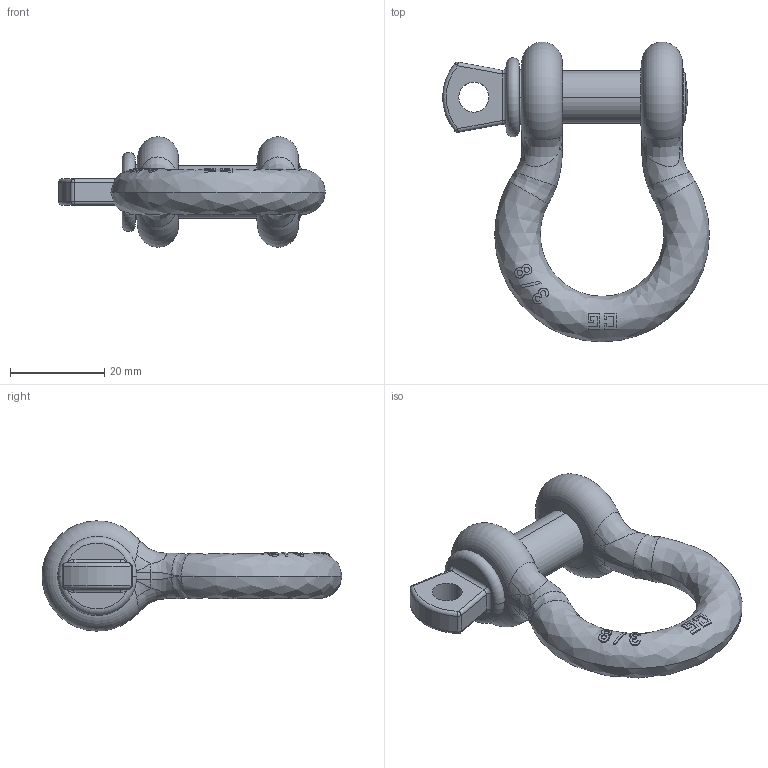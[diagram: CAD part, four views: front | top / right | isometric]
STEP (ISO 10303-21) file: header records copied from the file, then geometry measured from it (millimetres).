
FILE_DESCRIPTION((''),'2;1');
FILE_NAME('CROSBY_209_038','2003-11-18T',('adoughty'),('The Crosby Group, Inc.'),'PRO/ENGINEER BY PARAMETRIC TECHNOLOGY CORPORATION, 2001150','PRO/ENGINEER BY PARAMETRIC TECHNOLOGY CORPORATION, 2001150','');
FILE_SCHEMA(('CONFIG_CONTROL_DESIGN'));
Length unit declared in the file: inch
Products named in the file (1): CROSBY_209_038
Bounding box: 56.5 x 63.5 x 23.35 mm (x, y, z)
Volume: 16066.3 mm3; surface area: 7626.3 mm2
Topology: 2 solids, 2 shells, 159 faces, 373 edges, 217 vertices
Faces by surface type: bspline 69, plane 36, cylinder 30, torus 10, cone 10, sphere 4
Entity records: 8148 total; most frequent: CARTESIAN_POINT 5081, ORIENTED_EDGE 734, DIRECTION 442, EDGE_CURVE 367, VERTEX_POINT 217, B_SPLINE_CURVE_WITH_KNOTS 193, AXIS2_PLACEMENT_3D 178, EDGE_LOOP 170
